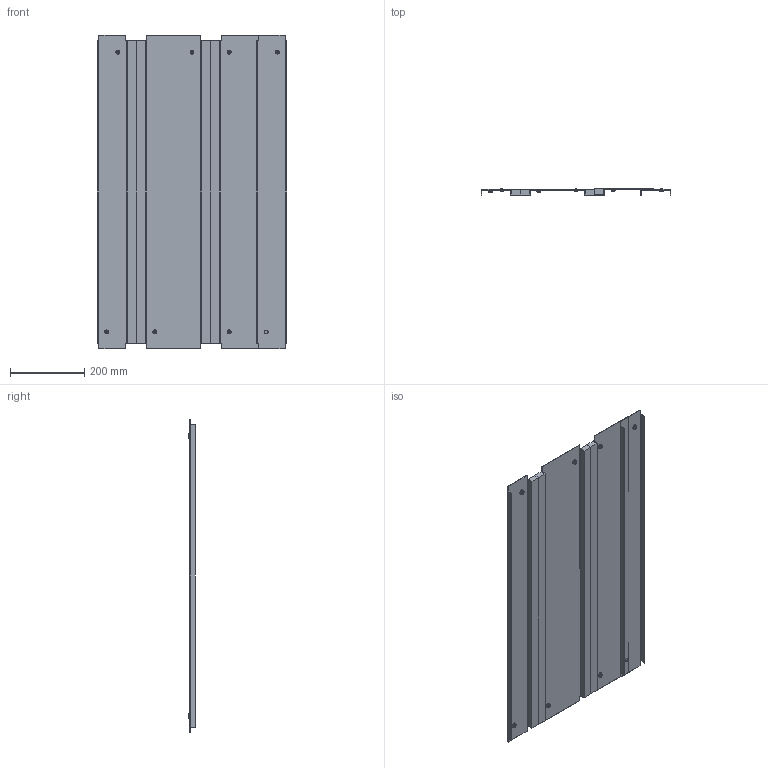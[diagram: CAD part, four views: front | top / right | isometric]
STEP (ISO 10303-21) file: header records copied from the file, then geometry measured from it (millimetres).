
FILE_DESCRIPTION((''),'2;1');
FILE_NAME('NSYEC1062_ASM_1_ASM','2016-04-29T',('SESA6369'),('Schneider-Electric'),'PRO/ENGINEER BY PARAMETRIC TECHNOLOGY CORPORATION, 2014310','PRO/ENGINEER BY PARAMETRIC TECHNOLOGY CORPORATION, 2014310','');
FILE_SCHEMA(('CONFIG_CONTROL_DESIGN'));
Length unit declared in the file: millimetre
Products named in the file (6): 2417290801_1; 2417290901_1; 2417451201_1; 3500730401_1; ENN2199A-S01; NSYEC1062_ASM_1_ASM
Assembly tree (15 placements, depth 2):
  NSYEC1062_ASM_1_ASM
    2417290801_1  x2
    2417290901_1
    2417451201_1
    3500730401_1  x4
    ENN2199A-S01  x7
Bounding box: 510 x 18.2 x 844 mm (x, y, z)
Volume: 1896599.8 mm3; surface area: 1177479.3 mm2
Topology: 15 solids, 15 shells, 314 faces, 684 edges, 407 vertices
Faces by surface type: plane 146, cylinder 84, cone 42, torus 28, sphere 14
Entity records: 3765 total; most frequent: DIRECTION 674, CARTESIAN_POINT 614, ORIENTED_EDGE 580, EDGE_CURVE 290, AXIS2_PLACEMENT_3D 237, VECTOR 200, LINE 200, VERTEX_POINT 177
